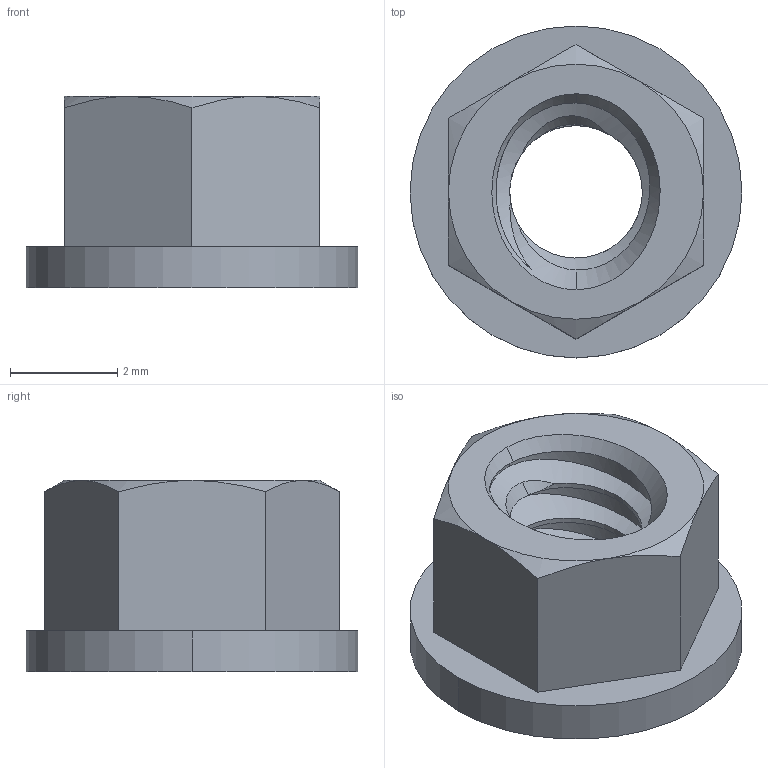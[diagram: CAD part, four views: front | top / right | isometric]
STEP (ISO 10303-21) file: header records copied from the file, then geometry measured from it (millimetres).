
FILE_DESCRIPTION (( 'STEP AP203' ), '1' );
FILE_NAME ('95307A200_Mil. Spec. Distorted-Thread Flange Locknut.STEP', '2021-07-10T02:46:00', ( 'Administrator' ), ( 'Managed by Terraform' ), 'SwSTEP 2.0', 'SolidWorks 2017', '' );
FILE_SCHEMA (( 'CONFIG_CONTROL_DESIGN' ));
Length unit declared in the file: inch
Products named in the file (1): 95307A200_Mil. Spec. Distorted-Thread Flange Locknut
Bounding box: 6.2 x 6.2 x 3.57 mm (x, y, z)
Volume: 52.9 mm3; surface area: 151.6 mm2
Topology: 1 solids, 1 shells, 44 faces, 117 edges, 76 vertices
Faces by surface type: bspline 19, cylinder 10, plane 9, cone 6
Entity records: 3676 total; most frequent: CARTESIAN_POINT 2731, ORIENTED_EDGE 234, EDGE_CURVE 117, DIRECTION 100, VERTEX_POINT 76, B_SPLINE_CURVE_WITH_KNOTS 62, EDGE_LOOP 47, FACE_OUTER_BOUND 44
